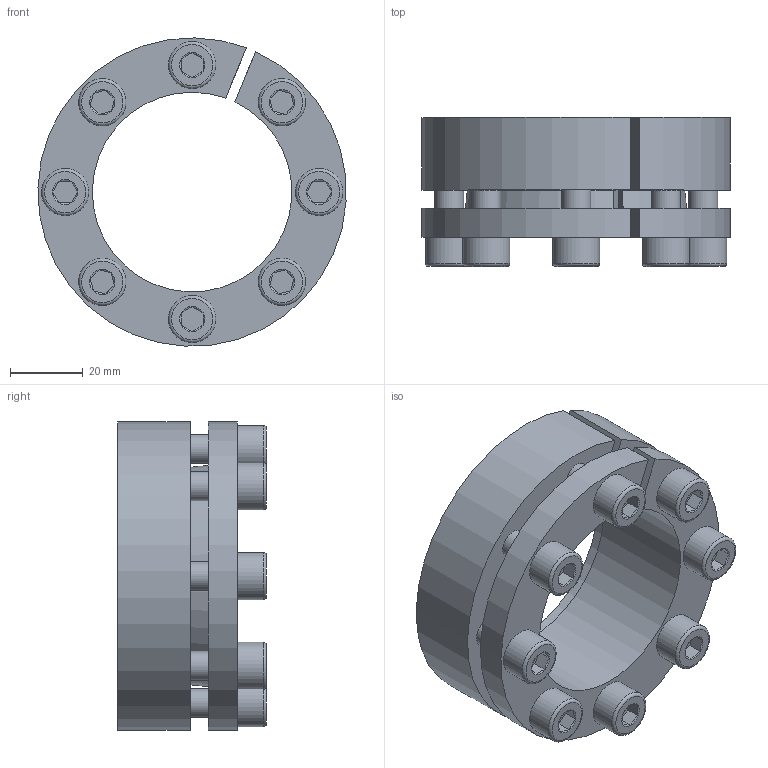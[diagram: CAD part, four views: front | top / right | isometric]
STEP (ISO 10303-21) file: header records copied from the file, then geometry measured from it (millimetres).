
FILE_DESCRIPTION(/* description */ ('Alibre Inc.'),/* implementation_level */ '2;1');
FILE_NAME(/* name */ 'export0',/* time_stamp */ '2012-12-23T12:49:54+01:00',/* author */ (''),/* organization */ (''),/* preprocessor_version */ 'ST-DEVELOPER v14',/* originating_system */ 'Alibre',/* authorisation */ '');
FILE_SCHEMA (('AUTOMOTIVE_DESIGN'));
Length unit declared in the file: millimetre
Bounding box: 84.89 x 41 x 84.95 mm (x, y, z)
Volume: 99531.4 mm3; surface area: 41350.3 mm2
Topology: 9 solids, 9 shells, 228 faces, 437 edges, 259 vertices
Faces by surface type: plane 103, cone 58, cylinder 51, torus 16
Full cylindrical faces by diameter (mm): 7 x8, 8 x32, 13 x8
Entity records: 1644 total; most frequent: CARTESIAN_POINT 301, DIRECTION 267, ORIENTED_EDGE 194, AXIS2_PLACEMENT_3D 130, EDGE_LOOP 112, FACE_BOUND 112, EDGE_CURVE 97, VERTEX_POINT 75
